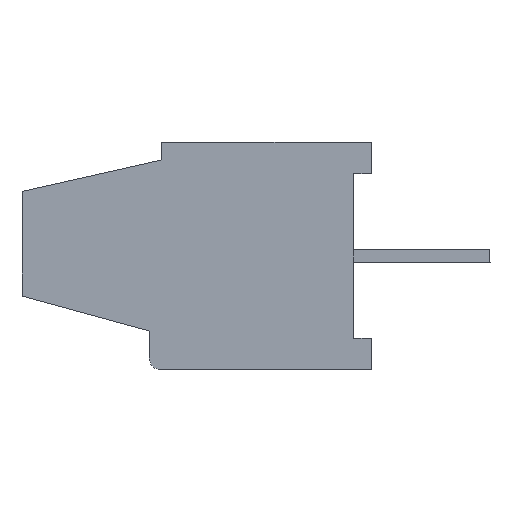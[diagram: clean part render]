
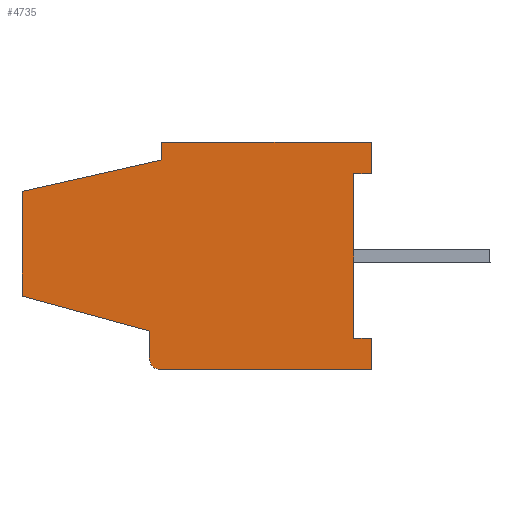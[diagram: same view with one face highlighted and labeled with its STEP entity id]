
A CAD part, left-side view. The second image highlights one B-rep face of the part: STEP entity #4735.
In plain terms, the highlighted planar face has unit normal (-1, 0, 0).
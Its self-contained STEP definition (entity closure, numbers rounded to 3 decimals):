
#110 = ORIENTED_EDGE ( 'NONE', *, *, #6341, .T. ) ;
#163 = CARTESIAN_POINT ( 'NONE',  ( -12.93, 3., 3.25 ) ) ;
#318 = ORIENTED_EDGE ( 'NONE', *, *, #10214, .T. ) ;
#394 = CARTESIAN_POINT ( 'NONE',  ( -12.93, 10., 1.85 ) ) ;
#687 = CARTESIAN_POINT ( 'NONE',  ( -12.93, 0., 3.25 ) ) ;
#929 = VERTEX_POINT ( 'NONE', #21582 ) ;
#1048 = CARTESIAN_POINT ( 'NONE',  ( -12.93, 0., 2.35 ) ) ;
#1058 = DIRECTION ( 'NONE',  ( 0., 0., 1. ) ) ;
#1181 = LINE ( 'NONE', #18035, #14385 ) ;
#1390 = CARTESIAN_POINT ( 'NONE',  ( -12.93, 6., 3.25 ) ) ;
#1507 = DIRECTION ( 'NONE',  ( 0., -0.964, -0.264 ) ) ;
#1651 = EDGE_CURVE ( 'NONE', #12651, #7189, #17839, .T. ) ;
#1797 = EDGE_CURVE ( 'NONE', #8766, #12651, #11610, .T. ) ;
#1925 = CARTESIAN_POINT ( 'NONE',  ( -12.93, 0., -3.25 ) ) ;
#2027 = PLANE ( 'NONE',  #14817 ) ;
#2118 = VERTEX_POINT ( 'NONE', #1390 ) ;
#2678 = CARTESIAN_POINT ( 'NONE',  ( -12.93, 6., 2.75 ) ) ;
#2710 = CARTESIAN_POINT ( 'NONE',  ( -12.93, 6.05, -2.95 ) ) ;
#2738 = EDGE_CURVE ( 'NONE', #12782, #2118, #16722, .T. ) ;
#2775 = CARTESIAN_POINT ( 'NONE',  ( -12.93, 6., 2.75 ) ) ;
#3048 = ORIENTED_EDGE ( 'NONE', *, *, #1797, .T. ) ;
#3231 = DIRECTION ( 'NONE',  ( 0., 0., 1. ) ) ;
#3273 = EDGE_CURVE ( 'NONE', #12782, #4441, #19077, .T. ) ;
#3281 = CARTESIAN_POINT ( 'NONE',  ( -12.93, 6., 3.25 ) ) ;
#3505 = AXIS2_PLACEMENT_3D ( 'NONE', #2710, #16054, #1058 ) ;
#3611 = CARTESIAN_POINT ( 'NONE',  ( -12.93, 3., -2.35 ) ) ;
#3766 = ORIENTED_EDGE ( 'NONE', *, *, #2738, .F. ) ;
#4028 = VECTOR ( 'NONE', #18763, 1000. ) ;
#4441 = VERTEX_POINT ( 'NONE', #394 ) ;
#4588 = CARTESIAN_POINT ( 'NONE',  ( -12.93, 6.05, -3.25 ) ) ;
#4735 = ADVANCED_FACE ( 'NONE', ( #16786 ), #2027, .T. ) ;
#4879 = DIRECTION ( 'NONE',  ( 0., 1., 0. ) ) ;
#4960 = LINE ( 'NONE', #11332, #16643 ) ;
#5030 = DIRECTION ( 'NONE',  ( 0., -1., 0. ) ) ;
#5276 = EDGE_CURVE ( 'NONE', #6571, #2118, #19770, .T. ) ;
#5615 = ORIENTED_EDGE ( 'NONE', *, *, #16647, .T. ) ;
#5772 = ORIENTED_EDGE ( 'NONE', *, *, #1651, .T. ) ;
#5974 = VERTEX_POINT ( 'NONE', #15670 ) ;
#6341 = EDGE_CURVE ( 'NONE', #14460, #6571, #8564, .T. ) ;
#6571 = VERTEX_POINT ( 'NONE', #18823 ) ;
#6591 = CIRCLE ( 'NONE', #3505, 0.3 ) ;
#7189 = VERTEX_POINT ( 'NONE', #19291 ) ;
#7779 = VECTOR ( 'NONE', #4879, 1000. ) ;
#8084 = CARTESIAN_POINT ( 'NONE',  ( -12.93, 3., -3.25 ) ) ;
#8161 = CARTESIAN_POINT ( 'NONE',  ( -12.93, 3., 3.25 ) ) ;
#8444 = CARTESIAN_POINT ( 'NONE',  ( -12.93, 0.5, 3.25 ) ) ;
#8564 = LINE ( 'NONE', #687, #17785 ) ;
#8766 = VERTEX_POINT ( 'NONE', #4588 ) ;
#8799 = CARTESIAN_POINT ( 'NONE',  ( -12.93, 6.35, 3.25 ) ) ;
#8884 = DIRECTION ( 'NONE',  ( 0., 0., -1. ) ) ;
#9241 = VECTOR ( 'NONE', #8884, 1000. ) ;
#9263 = EDGE_CURVE ( 'NONE', #20322, #11928, #20830, .T. ) ;
#9522 = EDGE_CURVE ( 'NONE', #4441, #5974, #16998, .T. ) ;
#9712 = ORIENTED_EDGE ( 'NONE', *, *, #16929, .T. ) ;
#9890 = DIRECTION ( 'NONE',  ( 0., -1., 0. ) ) ;
#10203 = LINE ( 'NONE', #8444, #13838 ) ;
#10214 = EDGE_CURVE ( 'NONE', #929, #15430, #10203, .T. ) ;
#10535 = VECTOR ( 'NONE', #20829, 1000. ) ;
#10970 = VECTOR ( 'NONE', #13768, 1000. ) ;
#11332 = CARTESIAN_POINT ( 'NONE',  ( -12.93, 3., 2.35 ) ) ;
#11380 = ORIENTED_EDGE ( 'NONE', *, *, #5276, .T. ) ;
#11610 = LINE ( 'NONE', #8084, #18351 ) ;
#11928 = VERTEX_POINT ( 'NONE', #14806 ) ;
#11947 = ORIENTED_EDGE ( 'NONE', *, *, #13551, .T. ) ;
#12359 = ORIENTED_EDGE ( 'NONE', *, *, #3273, .T. ) ;
#12651 = VERTEX_POINT ( 'NONE', #1925 ) ;
#12782 = VERTEX_POINT ( 'NONE', #2775 ) ;
#13504 = EDGE_LOOP ( 'NONE', ( #11380, #3766, #12359, #15378, #11947, #20306, #5615, #3048, #5772, #20204, #318, #9712, #110 ) ) ;
#13551 = EDGE_CURVE ( 'NONE', #5974, #20322, #1181, .T. ) ;
#13768 = DIRECTION ( 'NONE',  ( 0., 1., 0. ) ) ;
#13838 = VECTOR ( 'NONE', #3231, 1000. ) ;
#14385 = VECTOR ( 'NONE', #1507, 1000. ) ;
#14460 = VERTEX_POINT ( 'NONE', #1048 ) ;
#14806 = CARTESIAN_POINT ( 'NONE',  ( -12.93, 6.35, -2.95 ) ) ;
#14817 = AXIS2_PLACEMENT_3D ( 'NONE', #163, #16677, #20172 ) ;
#15064 = DIRECTION ( 'NONE',  ( 0., 0., 1. ) ) ;
#15378 = ORIENTED_EDGE ( 'NONE', *, *, #9522, .T. ) ;
#15408 = CARTESIAN_POINT ( 'NONE',  ( -12.93, 6.35, -2.15 ) ) ;
#15430 = VERTEX_POINT ( 'NONE', #18515 ) ;
#15670 = CARTESIAN_POINT ( 'NONE',  ( -12.93, 10., -1.15 ) ) ;
#16044 = VECTOR ( 'NONE', #15064, 1000. ) ;
#16054 = DIRECTION ( 'NONE',  ( -1., 0., 0. ) ) ;
#16643 = VECTOR ( 'NONE', #9890, 1000. ) ;
#16647 = EDGE_CURVE ( 'NONE', #11928, #8766, #6591, .T. ) ;
#16677 = DIRECTION ( 'NONE',  ( -1., 0., 0. ) ) ;
#16722 = LINE ( 'NONE', #3281, #16044 ) ;
#16786 = FACE_OUTER_BOUND ( 'NONE', #13504, .T. ) ;
#16929 = EDGE_CURVE ( 'NONE', #15430, #14460, #4960, .T. ) ;
#16998 = LINE ( 'NONE', #18951, #9241 ) ;
#17416 = CARTESIAN_POINT ( 'NONE',  ( -12.93, 0., 3.25 ) ) ;
#17633 = DIRECTION ( 'NONE',  ( 0., 0., 1. ) ) ;
#17785 = VECTOR ( 'NONE', #20708, 1000. ) ;
#17839 = LINE ( 'NONE', #17416, #21113 ) ;
#18035 = CARTESIAN_POINT ( 'NONE',  ( -12.93, 10., -1.15 ) ) ;
#18351 = VECTOR ( 'NONE', #5030, 1000. ) ;
#18515 = CARTESIAN_POINT ( 'NONE',  ( -12.93, 0.5, 2.35 ) ) ;
#18586 = LINE ( 'NONE', #3611, #10970 ) ;
#18763 = DIRECTION ( 'NONE',  ( 0., 0., -1. ) ) ;
#18823 = CARTESIAN_POINT ( 'NONE',  ( -12.93, 0., 3.25 ) ) ;
#18951 = CARTESIAN_POINT ( 'NONE',  ( -12.93, 10., 3.25 ) ) ;
#19077 = LINE ( 'NONE', #2678, #10535 ) ;
#19291 = CARTESIAN_POINT ( 'NONE',  ( -12.93, 0., -2.35 ) ) ;
#19770 = LINE ( 'NONE', #8161, #7779 ) ;
#20172 = DIRECTION ( 'NONE',  ( 0., 0., 1. ) ) ;
#20204 = ORIENTED_EDGE ( 'NONE', *, *, #20248, .T. ) ;
#20248 = EDGE_CURVE ( 'NONE', #7189, #929, #18586, .T. ) ;
#20306 = ORIENTED_EDGE ( 'NONE', *, *, #9263, .T. ) ;
#20322 = VERTEX_POINT ( 'NONE', #15408 ) ;
#20708 = DIRECTION ( 'NONE',  ( 0., 0., 1. ) ) ;
#20829 = DIRECTION ( 'NONE',  ( 0., 0.976, -0.22 ) ) ;
#20830 = LINE ( 'NONE', #8799, #4028 ) ;
#21113 = VECTOR ( 'NONE', #17633, 1000. ) ;
#21582 = CARTESIAN_POINT ( 'NONE',  ( -12.93, 0.5, -2.35 ) ) ;
